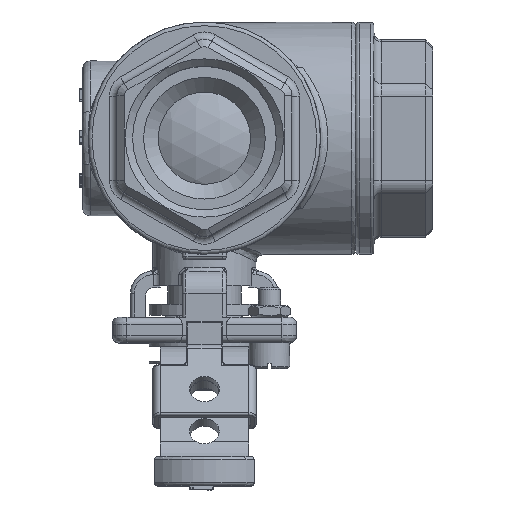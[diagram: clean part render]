
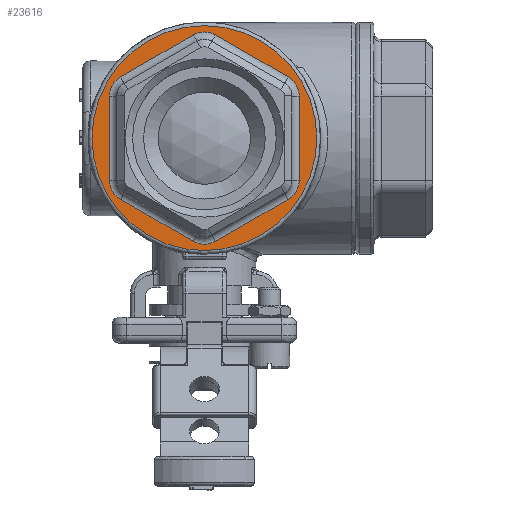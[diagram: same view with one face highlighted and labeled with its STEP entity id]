
A CAD part, top view. The second image highlights one B-rep face of the part: STEP entity #23616.
In plain terms, the highlighted planar face has unit normal (0, 0, 1).
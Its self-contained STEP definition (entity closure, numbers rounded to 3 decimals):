
#1590=FACE_BOUND('',#7624,.T.);
#2681=LINE('',#40332,#4478);
#2683=LINE('',#40344,#4480);
#2685=LINE('',#40356,#4482);
#2687=LINE('',#40368,#4484);
#2689=LINE('',#40380,#4486);
#2691=LINE('',#40389,#4488);
#4478=VECTOR('',#28374,10.);
#4480=VECTOR('',#28388,10.);
#4482=VECTOR('',#28402,10.);
#4484=VECTOR('',#28416,10.);
#4486=VECTOR('',#28430,10.);
#4488=VECTOR('',#28442,10.);
#6217=FACE_OUTER_BOUND('',#7623,.T.);
#7623=EDGE_LOOP('',(#18110));
#7624=EDGE_LOOP('',(#18111,#18112,#18113,#18114,#18115,#18116,#18117,#18118,
#18119,#18120,#18121,#18122));
#8569=CIRCLE('',#25000,6.);
#8572=CIRCLE('',#25005,6.);
#8576=CIRCLE('',#25011,6.);
#8580=CIRCLE('',#25017,6.);
#8584=CIRCLE('',#25023,6.);
#8588=CIRCLE('',#25029,6.);
#8593=CIRCLE('',#25042,30.5);
#10112=VERTEX_POINT('',#40320);
#10115=VERTEX_POINT('',#40325);
#10117=VERTEX_POINT('',#40330);
#10119=VERTEX_POINT('',#40336);
#10121=VERTEX_POINT('',#40342);
#10123=VERTEX_POINT('',#40348);
#10125=VERTEX_POINT('',#40354);
#10127=VERTEX_POINT('',#40360);
#10129=VERTEX_POINT('',#40366);
#10131=VERTEX_POINT('',#40372);
#10133=VERTEX_POINT('',#40378);
#10135=VERTEX_POINT('',#40384);
#10143=VERTEX_POINT('',#40418);
#12904=EDGE_CURVE('',#10115,#10112,#8569,.T.);
#12906=EDGE_CURVE('',#10117,#10115,#2681,.T.);
#12909=EDGE_CURVE('',#10119,#10117,#8572,.T.);
#12912=EDGE_CURVE('',#10121,#10119,#2683,.T.);
#12915=EDGE_CURVE('',#10123,#10121,#8576,.T.);
#12918=EDGE_CURVE('',#10125,#10123,#2685,.T.);
#12921=EDGE_CURVE('',#10127,#10125,#8580,.T.);
#12924=EDGE_CURVE('',#10129,#10127,#2687,.T.);
#12927=EDGE_CURVE('',#10131,#10129,#8584,.T.);
#12930=EDGE_CURVE('',#10133,#10131,#2689,.T.);
#12933=EDGE_CURVE('',#10135,#10133,#8588,.T.);
#12935=EDGE_CURVE('',#10112,#10135,#2691,.T.);
#12950=EDGE_CURVE('',#10143,#10143,#8593,.T.);
#18110=ORIENTED_EDGE('',*,*,#12950,.F.);
#18111=ORIENTED_EDGE('',*,*,#12904,.F.);
#18112=ORIENTED_EDGE('',*,*,#12906,.F.);
#18113=ORIENTED_EDGE('',*,*,#12909,.F.);
#18114=ORIENTED_EDGE('',*,*,#12912,.F.);
#18115=ORIENTED_EDGE('',*,*,#12915,.F.);
#18116=ORIENTED_EDGE('',*,*,#12918,.F.);
#18117=ORIENTED_EDGE('',*,*,#12921,.F.);
#18118=ORIENTED_EDGE('',*,*,#12924,.F.);
#18119=ORIENTED_EDGE('',*,*,#12927,.F.);
#18120=ORIENTED_EDGE('',*,*,#12930,.F.);
#18121=ORIENTED_EDGE('',*,*,#12933,.F.);
#18122=ORIENTED_EDGE('',*,*,#12935,.F.);
#21324=PLANE('',#25041);
#23616=ADVANCED_FACE('',(#6217,#1590),#21324,.T.);
#25000=AXIS2_PLACEMENT_3D('',#40327,#28368,#28369);
#25005=AXIS2_PLACEMENT_3D('',#40338,#28380,#28381);
#25011=AXIS2_PLACEMENT_3D('',#40350,#28394,#28395);
#25017=AXIS2_PLACEMENT_3D('',#40362,#28408,#28409);
#25023=AXIS2_PLACEMENT_3D('',#40374,#28422,#28423);
#25029=AXIS2_PLACEMENT_3D('',#40386,#28436,#28437);
#25041=AXIS2_PLACEMENT_3D('',#40417,#28472,#28473);
#25042=AXIS2_PLACEMENT_3D('',#40419,#28474,#28475);
#28368=DIRECTION('center_axis',(0.,0.,
1.));
#28369=DIRECTION('ref_axis',(-0.866,0.5,0.));
#28374=DIRECTION('',(-0.866,-0.5,0.));
#28380=DIRECTION('center_axis',(0.,0.,
1.));
#28381=DIRECTION('ref_axis',(0.,1.,0.));
#28388=DIRECTION('',(-0.866,0.5,0.));
#28394=DIRECTION('center_axis',(0.,0.,
1.));
#28395=DIRECTION('ref_axis',(0.866,0.5,0.));
#28402=DIRECTION('',(0.,1.,0.));
#28408=DIRECTION('center_axis',(0.,0.,
1.));
#28409=DIRECTION('ref_axis',(0.866,-0.5,0.));
#28416=DIRECTION('',(0.866,0.5,0.));
#28422=DIRECTION('center_axis',(0.,0.,
1.));
#28423=DIRECTION('ref_axis',(0.,-1.,0.));
#28430=DIRECTION('',(0.866,-0.5,0.));
#28436=DIRECTION('center_axis',(0.,0.,
1.));
#28437=DIRECTION('ref_axis',(-0.866,-0.5,0.));
#28442=DIRECTION('',(0.,-1.,0.));
#28472=DIRECTION('center_axis',(0.,0.,
1.));
#28473=DIRECTION('ref_axis',(0.,-1.,0.));
#28474=DIRECTION('center_axis',(0.,0.,
-1.));
#28475=DIRECTION('ref_axis',(0.,1.,0.));
#40320=CARTESIAN_POINT('',(-25.75,11.403,87.));
#40325=CARTESIAN_POINT('',(-22.75,16.599,87.));
#40327=CARTESIAN_POINT('Origin',(-19.75,11.403,87.));
#40330=CARTESIAN_POINT('',(-3.,28.001,87.));
#40332=CARTESIAN_POINT('',(-7.937,25.151,87.));
#40336=CARTESIAN_POINT('',(3.,28.001,87.));
#40338=CARTESIAN_POINT('Origin',(0.,22.805,
87.));
#40342=CARTESIAN_POINT('',(22.75,16.599,87.));
#40344=CARTESIAN_POINT('',(17.813,19.449,87.));
#40348=CARTESIAN_POINT('',(25.75,11.403,87.));
#40350=CARTESIAN_POINT('Origin',(19.75,11.403,87.));
#40354=CARTESIAN_POINT('',(25.75,-11.403,87.));
#40356=CARTESIAN_POINT('',(25.75,-5.701,87.));
#40360=CARTESIAN_POINT('',(22.75,-16.599,87.));
#40362=CARTESIAN_POINT('Origin',(19.75,-11.403,87.));
#40366=CARTESIAN_POINT('',(3.,-28.001,87.));
#40368=CARTESIAN_POINT('',(7.938,-25.151,87.));
#40372=CARTESIAN_POINT('',(-3.,-28.001,87.));
#40374=CARTESIAN_POINT('Origin',(0.,-22.805,
87.));
#40378=CARTESIAN_POINT('',(-22.75,-16.599,87.));
#40380=CARTESIAN_POINT('',(-17.813,-19.449,87.));
#40384=CARTESIAN_POINT('',(-25.75,-11.403,87.));
#40386=CARTESIAN_POINT('Origin',(-19.75,-11.403,87.));
#40389=CARTESIAN_POINT('',(-25.75,5.701,87.));
#40417=CARTESIAN_POINT('Origin',(0.,0.,
87.));
#40418=CARTESIAN_POINT('',(0.,-30.5,87.));
#40419=CARTESIAN_POINT('Origin',(0.,0.,
87.));
